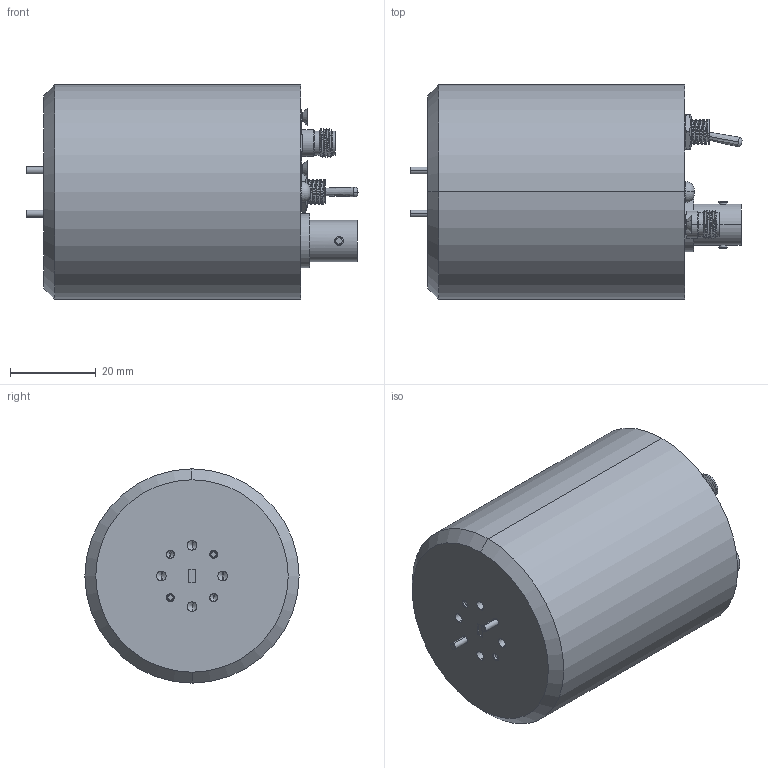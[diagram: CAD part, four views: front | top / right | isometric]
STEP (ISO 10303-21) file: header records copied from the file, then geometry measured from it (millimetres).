
FILE_DESCRIPTION (( 'STEP AP203' ), '1' );
FILE_NAME ('STZ-12-01.STEP', '2019-04-09T23:37:51', ( '' ), ( '' ), 'SwSTEP 2.0', 'SolidWorks 2016', '' );
FILE_SCHEMA (( 'CONFIG_CONTROL_DESIGN' ));
Length unit declared in the file: millimetre
Products named in the file (1): STZ-12-01
Bounding box: 77.55 x 50.04 x 50.04 mm (x, y, z)
Volume: 121569.5 mm3; surface area: 18200.6 mm2
Topology: 13 solids, 13 shells, 679 faces, 1756 edges, 1114 vertices
Faces by surface type: cylinder 263, plane 232, cone 153, bspline 25, torus 6
Entity records: 30122 total; most frequent: CARTESIAN_POINT 14628, ORIENTED_EDGE 3432, DIRECTION 2973, EDGE_CURVE 1716, VERTEX_POINT 1114, AXIS2_PLACEMENT_3D 1096, VECTOR 781, LINE 781
